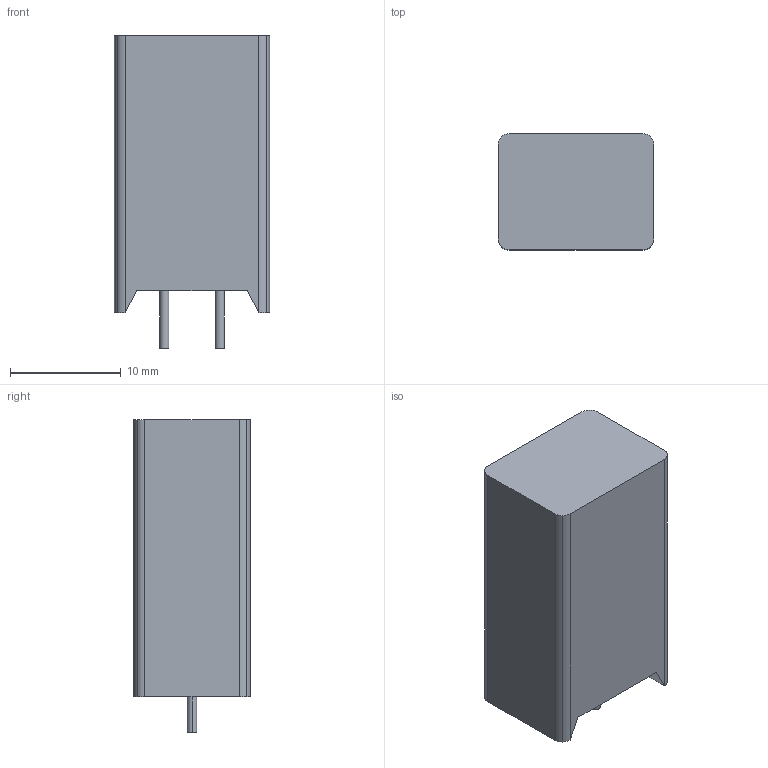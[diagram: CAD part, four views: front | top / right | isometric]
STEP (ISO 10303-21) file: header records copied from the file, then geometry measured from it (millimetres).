
FILE_DESCRIPTION (( 'STEP AP214' ), '1' );
FILE_NAME ('5Wres_vert.STEP', '2022-01-30T15:26:56', ( '' ), ( '' ), 'SwSTEP 2.0', 'SolidWorks 2020', '' );
FILE_SCHEMA (( 'AUTOMOTIVE_DESIGN' ));
Length unit declared in the file: millimetre
Products named in the file (4): RES_TYCO_SQM-1; RES_TYCO_SQM-2; RES_TYCO_SQM; 5Wres_vert
Assembly tree (3 placements, depth 2):
  5Wres_vert
    RES_TYCO_SQM
    RES_TYCO_SQM-1
    RES_TYCO_SQM-2
Bounding box: 14 x 10.5 x 28.2 mm (x, y, z)
Volume: 3428.4 mm3; surface area: 1486.4 mm2
Topology: 3 solids, 3 shells, 26 faces, 56 edges, 36 vertices
Faces by surface type: cylinder 12, plane 12, bspline 2
Entity records: 866 total; most frequent: DIRECTION 140, CARTESIAN_POINT 130, ORIENTED_EDGE 112, EDGE_CURVE 56, AXIS2_PLACEMENT_3D 54, VERTEX_POINT 36, VECTOR 32, LINE 32
